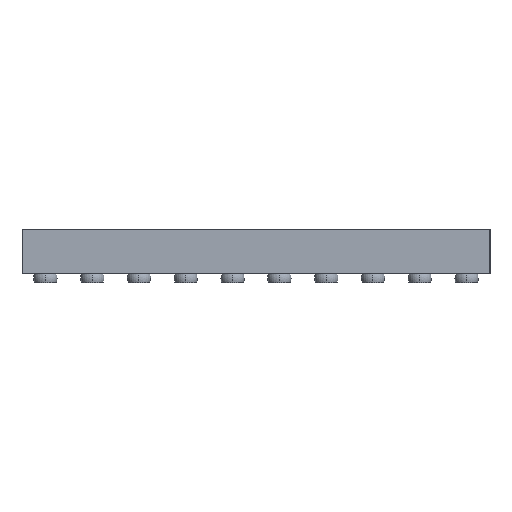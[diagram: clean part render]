
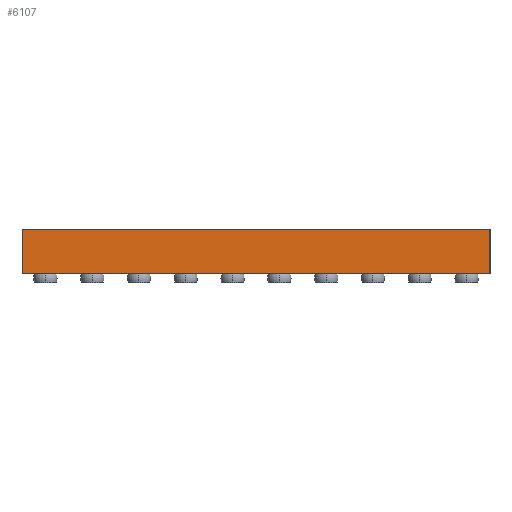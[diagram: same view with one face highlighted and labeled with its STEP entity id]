
A CAD part, left-side view. The second image highlights one B-rep face of the part: STEP entity #6107.
In plain terms, the highlighted planar face has unit normal (-1, 0, 0).
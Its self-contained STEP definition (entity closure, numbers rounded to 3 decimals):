
#86 = DIRECTION ( 'NONE',  ( 0., 0., -1. ) ) ;
#452 = FACE_OUTER_BOUND ( 'NONE', #19352, .T. ) ;
#589 = ORIENTED_EDGE ( 'NONE', *, *, #14591, .T. ) ;
#1333 = CARTESIAN_POINT ( 'NONE',  ( -4., -4., 0.15 ) ) ;
#1951 = EDGE_CURVE ( 'NONE', #25690, #16006, #7109, .T. ) ;
#2113 = CARTESIAN_POINT ( 'NONE',  ( -4., 4., 0.15 ) ) ;
#2883 = VERTEX_POINT ( 'NONE', #11095 ) ;
#3881 = ORIENTED_EDGE ( 'NONE', *, *, #21167, .F. ) ;
#5224 = DIRECTION ( 'NONE',  ( 0., -1., 0. ) ) ;
#5295 = ORIENTED_EDGE ( 'NONE', *, *, #1951, .T. ) ;
#5810 = CARTESIAN_POINT ( 'NONE',  ( -4., 4., 0.91 ) ) ;
#6107 = ADVANCED_FACE ( 'NONE', ( #452 ), #10170, .F. ) ;
#6195 = VERTEX_POINT ( 'NONE', #11987 ) ;
#7109 = LINE ( 'NONE', #2113, #18171 ) ;
#7721 = DIRECTION ( 'NONE',  ( 0., 1., 0. ) ) ;
#9677 = CARTESIAN_POINT ( 'NONE',  ( -4., 4., 0.15 ) ) ;
#9795 = VECTOR ( 'NONE', #15032, 1000. ) ;
#10170 = PLANE ( 'NONE',  #18080 ) ;
#11095 = CARTESIAN_POINT ( 'NONE',  ( -4., -4., 0.91 ) ) ;
#11739 = LINE ( 'NONE', #25065, #9795 ) ;
#11987 = CARTESIAN_POINT ( 'NONE',  ( -4., 4., 0.91 ) ) ;
#12884 = CARTESIAN_POINT ( 'NONE',  ( -4., 4., 0.91 ) ) ;
#13216 = LINE ( 'NONE', #12884, #23366 ) ;
#13978 = DIRECTION ( 'NONE',  ( 1., 0., 0. ) ) ;
#14591 = EDGE_CURVE ( 'NONE', #6195, #25690, #23890, .T. ) ;
#15032 = DIRECTION ( 'NONE',  ( 0., 0., -1. ) ) ;
#16006 = VERTEX_POINT ( 'NONE', #1333 ) ;
#16653 = CARTESIAN_POINT ( 'NONE',  ( -4., 4., 0.91 ) ) ;
#18080 = AXIS2_PLACEMENT_3D ( 'NONE', #5810, #13978, #7721 ) ;
#18171 = VECTOR ( 'NONE', #5224, 1000. ) ;
#18202 = EDGE_CURVE ( 'NONE', #6195, #2883, #13216, .T. ) ;
#18316 = VECTOR ( 'NONE', #86, 1000. ) ;
#19352 = EDGE_LOOP ( 'NONE', ( #5295, #3881, #20865, #589 ) ) ;
#20865 = ORIENTED_EDGE ( 'NONE', *, *, #18202, .F. ) ;
#21167 = EDGE_CURVE ( 'NONE', #2883, #16006, #11739, .T. ) ;
#21455 = DIRECTION ( 'NONE',  ( 0., -1., 0. ) ) ;
#23366 = VECTOR ( 'NONE', #21455, 1000. ) ;
#23890 = LINE ( 'NONE', #16653, #18316 ) ;
#25065 = CARTESIAN_POINT ( 'NONE',  ( -4., -4., 0.91 ) ) ;
#25690 = VERTEX_POINT ( 'NONE', #9677 ) ;
